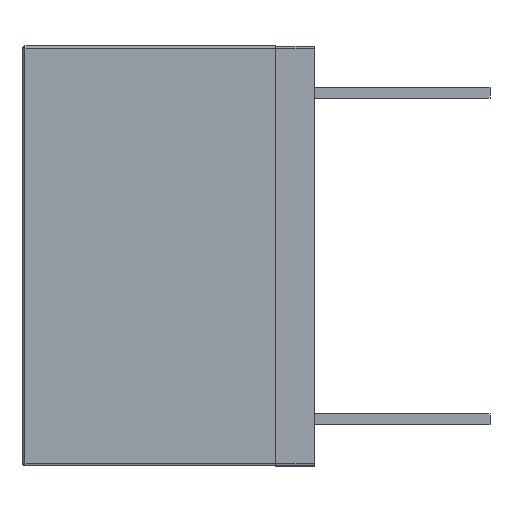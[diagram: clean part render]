
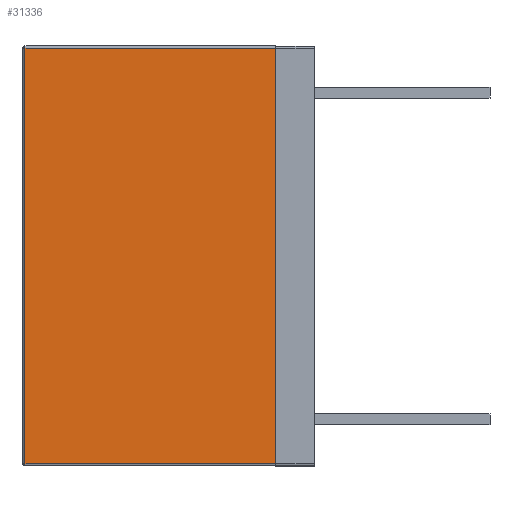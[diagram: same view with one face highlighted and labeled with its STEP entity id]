
A CAD part, left-side view. The second image highlights one B-rep face of the part: STEP entity #31336.
In plain terms, the highlighted planar face has unit normal (-1, 0, 0).
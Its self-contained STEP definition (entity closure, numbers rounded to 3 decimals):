
#534 = CARTESIAN_POINT ( 'NONE',  ( -2.13, 0.9, -8.66 ) ) ;
#635 = FACE_OUTER_BOUND ( 'NONE', #30299, .T. ) ;
#1566 = LINE ( 'NONE', #8990, #28123 ) ;
#2033 = CARTESIAN_POINT ( 'NONE',  ( -2.13, 0.9, -8.71 ) ) ;
#2145 = ORIENTED_EDGE ( 'NONE', *, *, #21462, .T. ) ;
#2696 = PLANE ( 'NONE',  #23029 ) ;
#3051 = VERTEX_POINT ( 'NONE', #5223 ) ;
#4611 = LINE ( 'NONE', #2033, #30403 ) ;
#5223 = CARTESIAN_POINT ( 'NONE',  ( -2.13, 0.9, 1.04 ) ) ;
#6526 = EDGE_CURVE ( 'NONE', #3051, #22151, #1566, .T. ) ;
#7083 = CARTESIAN_POINT ( 'NONE',  ( -2.13, 0.9, -8.66 ) ) ;
#7840 = VECTOR ( 'NONE', #25117, 1000. ) ;
#8536 = ORIENTED_EDGE ( 'NONE', *, *, #10983, .T. ) ;
#8990 = CARTESIAN_POINT ( 'NONE',  ( -2.13, 0.9, 1.04 ) ) ;
#10983 = EDGE_CURVE ( 'NONE', #22151, #26706, #19739, .T. ) ;
#11592 = DIRECTION ( 'NONE',  ( 0., 1., 0. ) ) ;
#12674 = DIRECTION ( 'NONE',  ( 1., 0., 0. ) ) ;
#13123 = DIRECTION ( 'NONE',  ( 0., 0., -1. ) ) ;
#14982 = EDGE_CURVE ( 'NONE', #3051, #23625, #4611, .T. ) ;
#15070 = DIRECTION ( 'NONE',  ( 0., 0., -1. ) ) ;
#19739 = LINE ( 'NONE', #28514, #32442 ) ;
#21462 = EDGE_CURVE ( 'NONE', #26706, #23625, #27573, .T. ) ;
#22151 = VERTEX_POINT ( 'NONE', #27697 ) ;
#23029 = AXIS2_PLACEMENT_3D ( 'NONE', #27999, #12674, #30542 ) ;
#23625 = VERTEX_POINT ( 'NONE', #534 ) ;
#25117 = DIRECTION ( 'NONE',  ( 0., -1., 0. ) ) ;
#26706 = VERTEX_POINT ( 'NONE', #26940 ) ;
#26940 = CARTESIAN_POINT ( 'NONE',  ( -2.13, 6.75, -8.66 ) ) ;
#27460 = ORIENTED_EDGE ( 'NONE', *, *, #6526, .T. ) ;
#27573 = LINE ( 'NONE', #7083, #7840 ) ;
#27697 = CARTESIAN_POINT ( 'NONE',  ( -2.13, 6.75, 1.04 ) ) ;
#27999 = CARTESIAN_POINT ( 'NONE',  ( -2.13, 0.9, -8.71 ) ) ;
#28123 = VECTOR ( 'NONE', #11592, 1000. ) ;
#28514 = CARTESIAN_POINT ( 'NONE',  ( -2.13, 6.75, -8.71 ) ) ;
#29424 = ORIENTED_EDGE ( 'NONE', *, *, #14982, .F. ) ;
#30299 = EDGE_LOOP ( 'NONE', ( #29424, #27460, #8536, #2145 ) ) ;
#30403 = VECTOR ( 'NONE', #15070, 1000. ) ;
#30542 = DIRECTION ( 'NONE',  ( 0., 0., 1. ) ) ;
#31336 = ADVANCED_FACE ( 'NONE', ( #635 ), #2696, .F. ) ;
#32442 = VECTOR ( 'NONE', #13123, 1000. ) ;
